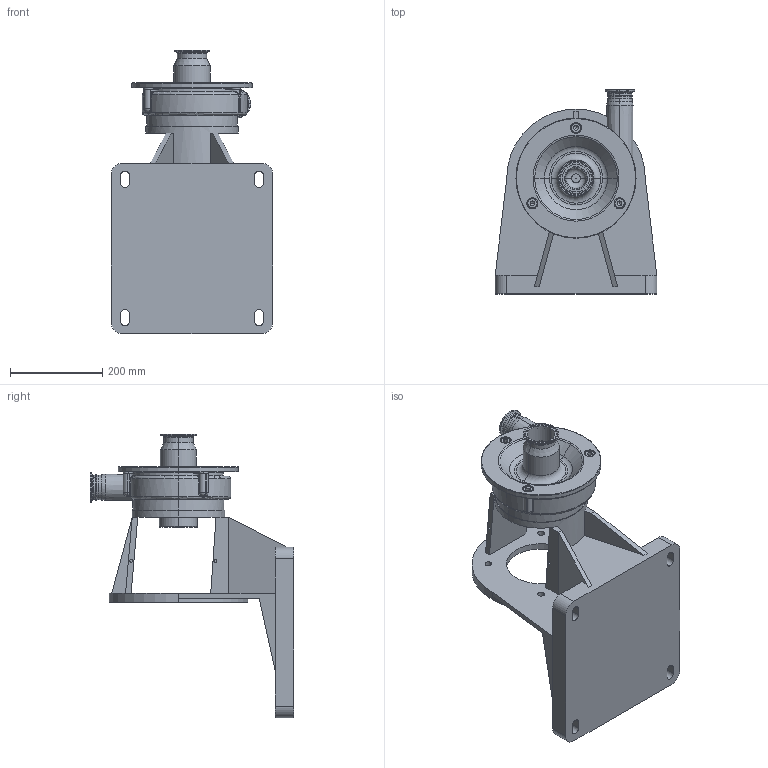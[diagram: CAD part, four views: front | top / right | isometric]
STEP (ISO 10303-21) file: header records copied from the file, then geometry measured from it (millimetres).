
FILE_DESCRIPTION (( 'STEP AP214' ), '1' );
FILE_NAME ('FP 3532 280TC VERT.STEP', '2023-02-03T18:57:15', ( '' ), ( '' ), 'SwSTEP 2.0', 'SolidWorks 2021', '' );
FILE_SCHEMA (( 'AUTOMOTIVE_DESIGN' ));
Length unit declared in the file: millimetre
Products named in the file (1): FP 3532 280TC VERT
Bounding box: 350 x 441 x 614.5 mm (x, y, z)
Volume: 11934311.8 mm3; surface area: 1059607.2 mm2
Topology: 1 solids, 5 shells, 489 faces, 1154 edges, 679 vertices
Faces by surface type: cylinder 155, plane 110, torus 88, cone 73, bspline 51, sphere 12
Entity records: 17653 total; most frequent: CARTESIAN_POINT 6495, DIRECTION 2447, ORIENTED_EDGE 2256, EDGE_CURVE 1128, AXIS2_PLACEMENT_3D 1035, VERTEX_POINT 678, CIRCLE 596, EDGE_LOOP 548
